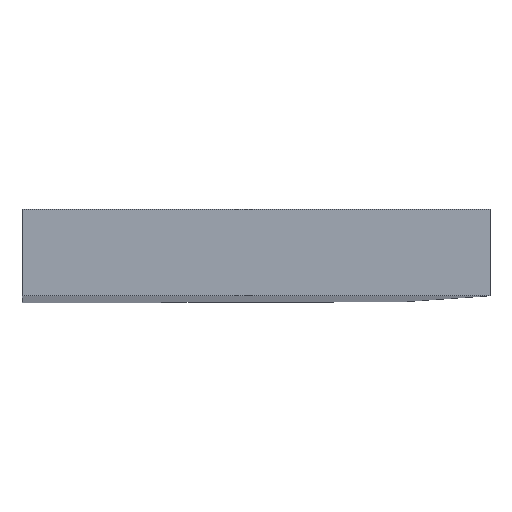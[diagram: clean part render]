
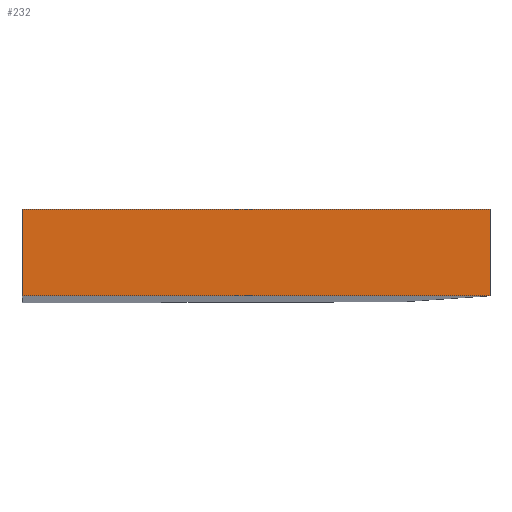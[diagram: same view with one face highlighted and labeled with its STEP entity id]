
A CAD part, top view. The second image highlights one B-rep face of the part: STEP entity #232.
In plain terms, the highlighted planar face has unit normal (0, 0, 1).
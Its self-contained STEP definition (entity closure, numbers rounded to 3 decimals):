
#54=FACE_OUTER_BOUND('',#64,.T.);
#64=EDGE_LOOP('',(#197,#198,#199,#200));
#71=LINE('',#364,#95);
#76=LINE('',#373,#100);
#85=LINE('',#391,#109);
#88=LINE('',#397,#112);
#95=VECTOR('',#288,10.);
#100=VECTOR('',#295,10.);
#109=VECTOR('',#310,10.);
#112=VECTOR('',#319,10.);
#118=VERTEX_POINT('',#361);
#119=VERTEX_POINT('',#363);
#122=VERTEX_POINT('',#371);
#128=VERTEX_POINT('',#389);
#135=EDGE_CURVE('',#118,#119,#71,.T.);
#140=EDGE_CURVE('',#118,#122,#76,.T.);
#149=EDGE_CURVE('',#122,#128,#85,.T.);
#152=EDGE_CURVE('',#119,#128,#88,.T.);
#197=ORIENTED_EDGE('',*,*,#140,.T.);
#198=ORIENTED_EDGE('',*,*,#149,.T.);
#199=ORIENTED_EDGE('',*,*,#152,.F.);
#200=ORIENTED_EDGE('',*,*,#135,.F.);
#210=PLANE('',#262);
#232=ADVANCED_FACE('',(#54),#210,.T.);
#262=AXIS2_PLACEMENT_3D('',#398,#320,#321);
#288=DIRECTION('',(0.,-1.,0.));
#295=DIRECTION('',(-1.,0.,0.));
#310=DIRECTION('',(0.,-1.,0.));
#319=DIRECTION('',(-1.,0.,0.));
#320=DIRECTION('center_axis',(0.,0.,1.));
#321=DIRECTION('ref_axis',(-1.,0.,0.));
#361=CARTESIAN_POINT('',(4.176,15.706,-56.));
#363=CARTESIAN_POINT('',(4.176,14.806,-56.));
#364=CARTESIAN_POINT('',(4.176,15.706,-56.));
#371=CARTESIAN_POINT('',(-0.7,15.706,-56.));
#373=CARTESIAN_POINT('',(4.176,15.706,-56.));
#389=CARTESIAN_POINT('',(-0.7,14.806,-56.));
#391=CARTESIAN_POINT('',(-0.7,15.706,-56.));
#397=CARTESIAN_POINT('',(4.176,14.806,-56.));
#398=CARTESIAN_POINT('Origin',(4.176,15.706,-56.));
